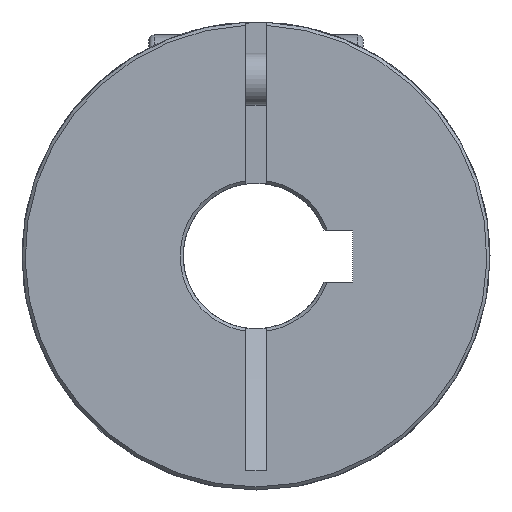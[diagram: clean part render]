
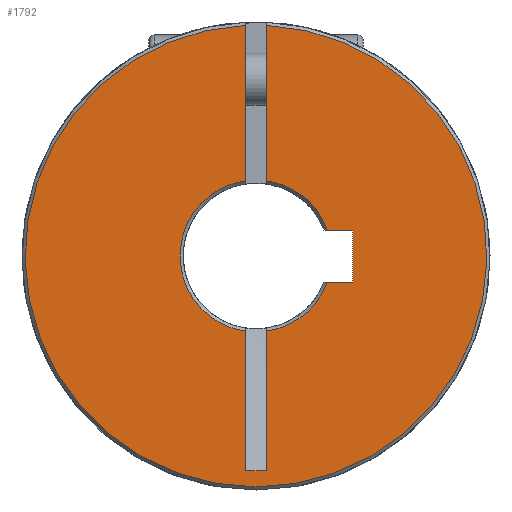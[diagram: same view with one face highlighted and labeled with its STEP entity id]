
A CAD part, left-side view. The second image highlights one B-rep face of the part: STEP entity #1792.
In plain terms, the highlighted planar face has unit normal (-1, 0, 0).
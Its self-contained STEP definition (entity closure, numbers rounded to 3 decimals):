
#87=LINE('',#2884,#185);
#88=LINE('',#2892,#186);
#90=LINE('',#2905,#188);
#92=LINE('',#2911,#190);
#95=LINE('',#2922,#193);
#105=LINE('',#3071,#203);
#106=LINE('',#3073,#204);
#107=LINE('',#3075,#205);
#185=VECTOR('',#2226,1000.);
#186=VECTOR('',#2229,1000.);
#188=VECTOR('',#2237,1000.);
#190=VECTOR('',#2243,1000.);
#193=VECTOR('',#2248,1000.);
#203=VECTOR('',#2302,1000.);
#204=VECTOR('',#2303,1000.);
#205=VECTOR('',#2304,1000.);
#272=PLANE('',#1964);
#464=ORIENTED_EDGE('',*,*,#918,.T.);
#465=ORIENTED_EDGE('',*,*,#875,.T.);
#466=ORIENTED_EDGE('',*,*,#919,.F.);
#467=ORIENTED_EDGE('',*,*,#885,.F.);
#468=ORIENTED_EDGE('',*,*,#830,.T.);
#469=ORIENTED_EDGE('',*,*,#920,.T.);
#470=ORIENTED_EDGE('',*,*,#921,.T.);
#471=ORIENTED_EDGE('',*,*,#922,.T.);
#472=ORIENTED_EDGE('',*,*,#832,.T.);
#473=ORIENTED_EDGE('',*,*,#889,.F.);
#474=ORIENTED_EDGE('',*,*,#882,.F.);
#475=ORIENTED_EDGE('',*,*,#877,.T.);
#830=EDGE_CURVE('',#1065,#1064,#1239,.T.);
#832=EDGE_CURVE('',#1066,#1067,#1240,.T.);
#875=EDGE_CURVE('',#1103,#1107,#87,.T.);
#877=EDGE_CURVE('',#1110,#1108,#88,.T.);
#882=EDGE_CURVE('',#1110,#1113,#90,.T.);
#885=EDGE_CURVE('',#1065,#1116,#92,.T.);
#889=EDGE_CURVE('',#1113,#1067,#95,.T.);
#918=EDGE_CURVE('',#1108,#1103,#1267,.T.);
#919=EDGE_CURVE('',#1116,#1107,#1268,.T.);
#920=EDGE_CURVE('',#1064,#1140,#105,.T.);
#921=EDGE_CURVE('',#1140,#1141,#106,.T.);
#922=EDGE_CURVE('',#1141,#1066,#107,.T.);
#1064=VERTEX_POINT('',#2750);
#1065=VERTEX_POINT('',#2752);
#1066=VERTEX_POINT('',#2759);
#1067=VERTEX_POINT('',#2760);
#1103=VERTEX_POINT('',#2872);
#1107=VERTEX_POINT('',#2883);
#1108=VERTEX_POINT('',#2890);
#1110=VERTEX_POINT('',#2893);
#1113=VERTEX_POINT('',#2900);
#1116=VERTEX_POINT('',#2912);
#1140=VERTEX_POINT('',#3072);
#1141=VERTEX_POINT('',#3074);
#1239=CIRCLE('',#1917,7.3);
#1240=CIRCLE('',#1919,7.3);
#1267=CIRCLE('',#1965,7.3);
#1268=CIRCLE('',#1966,22.2);
#1384=EDGE_LOOP('',(#464,#465,#466,#467,#468,#469,#470,#471,#472,#473,#474,
#475));
#1588=FACE_BOUND('',#1384,.T.);
#1792=ADVANCED_FACE('',(#1588),#272,.F.);
#1917=AXIS2_PLACEMENT_3D('',#2751,#2163,#2164);
#1919=AXIS2_PLACEMENT_3D('',#2758,#2167,#2168);
#1964=AXIS2_PLACEMENT_3D('',#3068,#2296,#2297);
#1965=AXIS2_PLACEMENT_3D('',#3069,#2298,#2299);
#1966=AXIS2_PLACEMENT_3D('',#3070,#2300,#2301);
#2163=DIRECTION('',(1.,0.,0.));
#2164=DIRECTION('',(0.,0.,-1.));
#2167=DIRECTION('',(1.,0.,0.));
#2168=DIRECTION('',(0.,0.,-1.));
#2226=DIRECTION('',(0.,0.,1.));
#2229=DIRECTION('',(0.,0.,1.));
#2237=DIRECTION('',(0.,-1.,0.));
#2243=DIRECTION('',(0.,0.,1.));
#2248=DIRECTION('',(0.,0.,1.));
#2296=DIRECTION('',(1.,0.,0.));
#2297=DIRECTION('',(0.,0.,-1.));
#2298=DIRECTION('',(1.,0.,0.));
#2299=DIRECTION('',(0.,0.,-1.));
#2300=DIRECTION('',(1.,0.,0.));
#2301=DIRECTION('',(0.,0.,-1.));
#2302=DIRECTION('',(0.,-1.,0.));
#2303=DIRECTION('',(0.,0.,-1.));
#2304=DIRECTION('',(0.,1.,0.));
#2750=CARTESIAN_POINT('',(0.,-6.859,2.5));
#2751=CARTESIAN_POINT('',(0.,0.,0.));
#2752=CARTESIAN_POINT('',(0.,-1.,7.231));
#2758=CARTESIAN_POINT('',(0.,0.,0.));
#2759=CARTESIAN_POINT('',(0.,-6.859,-2.5));
#2760=CARTESIAN_POINT('',(0.,-1.,-7.231));
#2872=CARTESIAN_POINT('',(0.,1.,7.231));
#2883=CARTESIAN_POINT('',(0.,1.,22.177));
#2884=CARTESIAN_POINT('',(0.,1.,-20.63));
#2890=CARTESIAN_POINT('',(0.,1.,-7.231));
#2892=CARTESIAN_POINT('',(0.,1.,-20.63));
#2893=CARTESIAN_POINT('',(0.,1.,-20.63));
#2900=CARTESIAN_POINT('',(0.,-1.,-20.63));
#2905=CARTESIAN_POINT('',(0.,1.,-20.63));
#2911=CARTESIAN_POINT('',(0.,-1.,-20.63));
#2912=CARTESIAN_POINT('',(0.,-1.,22.177));
#2922=CARTESIAN_POINT('',(0.,-1.,-20.63));
#3068=CARTESIAN_POINT('',(0.,0.,0.));
#3069=CARTESIAN_POINT('',(0.,0.,0.));
#3070=CARTESIAN_POINT('',(0.,0.,0.));
#3071=CARTESIAN_POINT('',(0.,0.,2.5));
#3072=CARTESIAN_POINT('',(0.,-9.3,2.5));
#3073=CARTESIAN_POINT('',(0.,-9.3,2.5));
#3074=CARTESIAN_POINT('',(0.,-9.3,-2.5));
#3075=CARTESIAN_POINT('',(0.,-9.3,-2.5));
